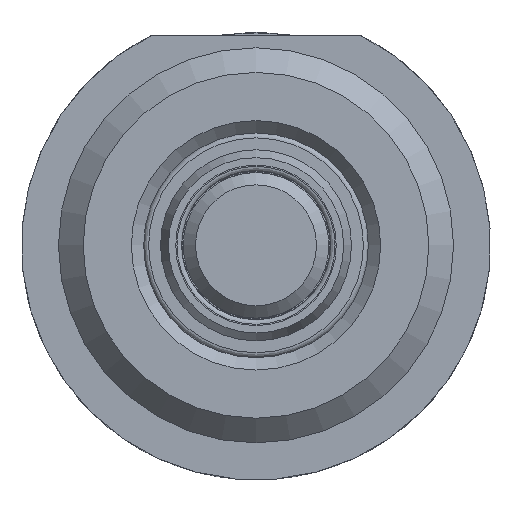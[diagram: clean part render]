
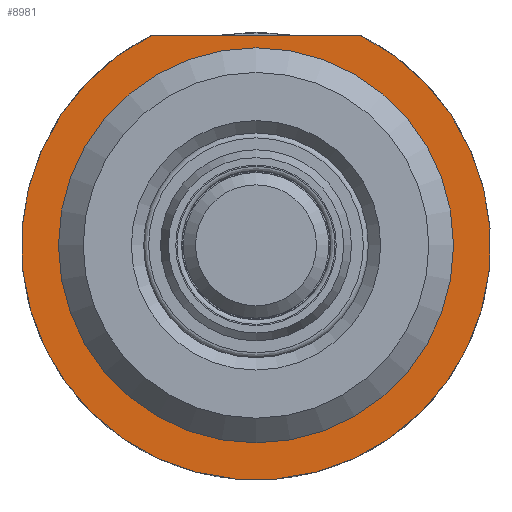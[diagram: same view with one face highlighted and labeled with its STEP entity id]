
A CAD part, front view. The second image highlights one B-rep face of the part: STEP entity #8981.
In plain terms, the highlighted planar face has unit normal (0, -1, 0).
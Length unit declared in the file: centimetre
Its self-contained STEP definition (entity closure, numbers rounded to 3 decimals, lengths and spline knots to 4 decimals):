
#772=LINE($,#11501,#1546);
#1546=VECTOR($,#9976,0.8485);
#2339=PLANE($,#9559);
#2603=FACE_BOUND($,#3263,.T.);
#2703=FACE_OUTER_BOUND($,#3262,.T.);
#3262=EDGE_LOOP($,(#6290,#6291));
#3263=EDGE_LOOP($,(#6292));
#3822=CIRCLE($,#9533,0.95);
#3834=CIRCLE($,#9557,0.8);
#3918=VERTEX_POINT($,#11499);
#3919=VERTEX_POINT($,#11500);
#3932=VERTEX_POINT($,#11544);
#4852=EDGE_CURVE($,#3918,#3919,#772,.T.);
#4858=EDGE_CURVE($,#3919,#3918,#3822,.T.);
#4870=EDGE_CURVE($,#3932,#3932,#3834,.T.);
#6290=ORIENTED_EDGE($,*,*,#4852,.F.);
#6291=ORIENTED_EDGE($,*,*,#4858,.F.);
#6292=ORIENTED_EDGE($,*,*,#4870,.T.);
#8981=ADVANCED_FACE($,(#2703,#2603),#2339,.T.);
#9533=AXIS2_PLACEMENT_3D($,#11512,#9984,#9985);
#9557=AXIS2_PLACEMENT_3D($,#11545,#10032,#10033);
#9559=AXIS2_PLACEMENT_3D($,#11547,#10036,#10037);
#9976=DIRECTION($,(1.,0.,0.));
#9984=DIRECTION('center_axis',(0.,1.,0.));
#9985=DIRECTION('ref_axis',(-0.447,0.,0.895));
#10032=DIRECTION('center_axis',(0.,1.,0.));
#10033=DIRECTION('ref_axis',(0.,0.,1.));
#10036=DIRECTION('center_axis',(0.,-1.,0.));
#10037=DIRECTION('ref_axis',(0.,0.,-1.));
#11499=CARTESIAN_POINT('',(-0.4243,-6.9,0.85));
#11500=CARTESIAN_POINT('',(0.4243,-6.9,0.85));
#11501=CARTESIAN_POINT($,(-0.4243,-6.9,0.85));
#11512=CARTESIAN_POINT('Origin',(0.,-6.9,0.));
#11544=CARTESIAN_POINT('',(0.,-6.9,0.8));
#11545=CARTESIAN_POINT('Origin',(0.,-6.9,0.));
#11547=CARTESIAN_POINT('Origin',(0.,-6.9,0.0672));
